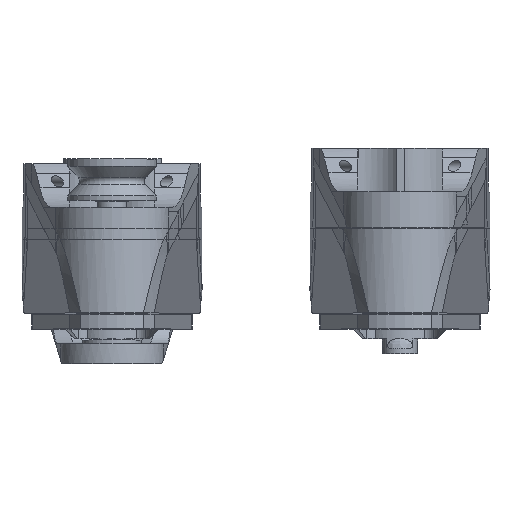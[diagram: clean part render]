
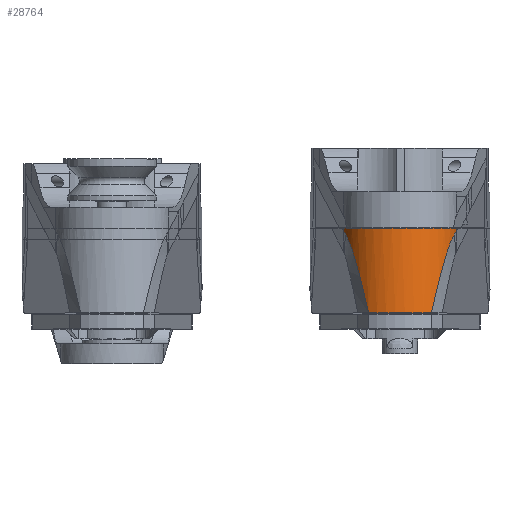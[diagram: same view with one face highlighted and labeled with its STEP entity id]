
A CAD part, top view. The second image highlights one B-rep face of the part: STEP entity #28764.
In plain terms, the highlighted cylindrical face has radius 7.85 mm (diameter 15.7 mm), a partial arc.
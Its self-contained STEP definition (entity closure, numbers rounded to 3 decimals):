
#1010=CYLINDRICAL_SURFACE('',#31946,7.85);
#1493=B_SPLINE_CURVE_WITH_KNOTS('',3,(#50004,#50005,#50006,#50007,#50008,
#50009,#50010),.UNSPECIFIED.,.F.,.F.,(4,1,1,1,4),(0.076,0.156,
0.236,0.397,0.637),.UNSPECIFIED.);
#1494=B_SPLINE_CURVE_WITH_KNOTS('',3,(#50036,#50037,#50038,#50039),
 .UNSPECIFIED.,.F.,.F.,(4,4),(0.473,0.546),
 .UNSPECIFIED.);
#1496=B_SPLINE_CURVE_WITH_KNOTS('',3,(#50048,#50049,#50050,#50051),
 .UNSPECIFIED.,.F.,.F.,(4,4),(-1.289,-1.216),
 .UNSPECIFIED.);
#1497=B_SPLINE_CURVE_WITH_KNOTS('',3,(#50052,#50053,#50054,#50055,#50056,
#50057,#50058),.UNSPECIFIED.,.F.,.F.,(4,1,1,1,4),(2.505,2.745,
2.905,2.986,3.066),.UNSPECIFIED.);
#2933=LINE('',#50046,#5058);
#2934=LINE('',#50060,#5059);
#5058=VECTOR('',#38974,10.);
#5059=VECTOR('',#38975,10.);
#7285=FACE_OUTER_BOUND('',#9009,.T.);
#9009=EDGE_LOOP('',(#24076,#24077,#24078,#24079,#24080,#24081,#24082,#24083,
#24084));
#10877=CIRCLE('',#31868,7.85);
#10919=CIRCLE('',#31924,7.85);
#10936=CIRCLE('',#31947,7.85);
#13182=VERTEX_POINT('',#49553);
#13183=VERTEX_POINT('',#49555);
#13253=VERTEX_POINT('',#49801);
#13254=VERTEX_POINT('',#49812);
#13291=VERTEX_POINT('',#50002);
#13294=VERTEX_POINT('',#50015);
#13296=VERTEX_POINT('',#50045);
#13297=VERTEX_POINT('',#50047);
#13298=VERTEX_POINT('',#50059);
#16931=EDGE_CURVE('',#13183,#13182,#10877,.T.);
#17017=EDGE_CURVE('',#13253,#13254,#10919,.T.);
#17063=EDGE_CURVE('',#13291,#13253,#1493,.T.);
#17068=EDGE_CURVE('',#13294,#13291,#1494,.T.);
#17070=EDGE_CURVE('',#13296,#13182,#2933,.T.);
#17071=EDGE_CURVE('',#13297,#13296,#1496,.T.);
#17072=EDGE_CURVE('',#13254,#13297,#1497,.T.);
#17073=EDGE_CURVE('',#13294,#13298,#2934,.T.);
#17074=EDGE_CURVE('',#13298,#13183,#10936,.T.);
#24076=ORIENTED_EDGE('',*,*,#16931,.T.);
#24077=ORIENTED_EDGE('',*,*,#17070,.F.);
#24078=ORIENTED_EDGE('',*,*,#17071,.F.);
#24079=ORIENTED_EDGE('',*,*,#17072,.F.);
#24080=ORIENTED_EDGE('',*,*,#17017,.F.);
#24081=ORIENTED_EDGE('',*,*,#17063,.F.);
#24082=ORIENTED_EDGE('',*,*,#17068,.F.);
#24083=ORIENTED_EDGE('',*,*,#17073,.T.);
#24084=ORIENTED_EDGE('',*,*,#17074,.T.);
#28764=ADVANCED_FACE('',(#7285),#1010,.T.);
#31868=AXIS2_PLACEMENT_3D('',#49556,#38762,#38763);
#31924=AXIS2_PLACEMENT_3D('',#49813,#38905,#38906);
#31946=AXIS2_PLACEMENT_3D('',#50044,#38972,#38973);
#31947=AXIS2_PLACEMENT_3D('',#50061,#38976,#38977);
#38762=DIRECTION('center_axis',(0.,-1.,0.));
#38763=DIRECTION('ref_axis',(1.,0.,0.));
#38905=DIRECTION('center_axis',(0.,-1.,0.));
#38906=DIRECTION('ref_axis',(1.,0.,0.));
#38972=DIRECTION('center_axis',(0.,1.,0.));
#38973=DIRECTION('ref_axis',(1.,0.,0.));
#38974=DIRECTION('',(0.,1.,0.));
#38975=DIRECTION('',(0.,1.,0.));
#38976=DIRECTION('center_axis',(0.,1.,0.));
#38977=DIRECTION('ref_axis',(1.,0.,0.));
#49553=CARTESIAN_POINT('',(35.067,5.67,26.428));
#49555=CARTESIAN_POINT('',(50.37,5.67,25.985));
#49556=CARTESIAN_POINT('Origin',(42.668,5.67,24.466));
#49801=CARTESIAN_POINT('',(46.917,-5.78,31.067));
#49812=CARTESIAN_POINT('',(38.419,-5.78,31.067));
#49813=CARTESIAN_POINT('Origin',(42.668,-5.78,24.466));
#50002=CARTESIAN_POINT('',(50.078,4.92,27.056));
#50004=CARTESIAN_POINT('Ctrl Pts',(50.078,4.92,27.056));
#50005=CARTESIAN_POINT('Ctrl Pts',(49.947,4.727,27.431));
#50006=CARTESIAN_POINT('Ctrl Pts',(49.673,4.204,28.045));
#50007=CARTESIAN_POINT('Ctrl Pts',(49.136,2.85,28.962));
#50008=CARTESIAN_POINT('Ctrl Pts',(48.286,0.089,
30.031));
#50009=CARTESIAN_POINT('Ctrl Pts',(47.454,-3.341,30.721));
#50010=CARTESIAN_POINT('Ctrl Pts',(46.917,-5.78,31.067));
#50015=CARTESIAN_POINT('',(50.269,5.239,26.428));
#50036=CARTESIAN_POINT('Ctrl Pts',(50.269,5.239,26.428));
#50037=CARTESIAN_POINT('Ctrl Pts',(50.214,5.133,26.64));
#50038=CARTESIAN_POINT('Ctrl Pts',(50.151,5.026,26.849));
#50039=CARTESIAN_POINT('Ctrl Pts',(50.078,4.92,27.056));
#50044=CARTESIAN_POINT('Origin',(42.668,-5.78,24.466));
#50045=CARTESIAN_POINT('',(35.067,5.239,26.428));
#50046=CARTESIAN_POINT('',(35.067,-5.78,26.428));
#50047=CARTESIAN_POINT('',(35.258,4.92,27.056));
#50048=CARTESIAN_POINT('Ctrl Pts',(35.258,4.92,27.056));
#50049=CARTESIAN_POINT('Ctrl Pts',(35.185,5.027,26.849));
#50050=CARTESIAN_POINT('Ctrl Pts',(35.122,5.133,26.64));
#50051=CARTESIAN_POINT('Ctrl Pts',(35.067,5.239,26.428));
#50052=CARTESIAN_POINT('Ctrl Pts',(38.419,-5.78,31.067));
#50053=CARTESIAN_POINT('Ctrl Pts',(37.881,-3.341,30.721));
#50054=CARTESIAN_POINT('Ctrl Pts',(37.05,0.09,
30.031));
#50055=CARTESIAN_POINT('Ctrl Pts',(36.2,2.85,28.962));
#50056=CARTESIAN_POINT('Ctrl Pts',(35.663,4.204,28.045));
#50057=CARTESIAN_POINT('Ctrl Pts',(35.388,4.727,27.431));
#50058=CARTESIAN_POINT('Ctrl Pts',(35.258,4.92,27.056));
#50059=CARTESIAN_POINT('',(50.269,5.67,26.428));
#50060=CARTESIAN_POINT('',(50.269,-5.78,26.428));
#50061=CARTESIAN_POINT('Origin',(42.668,5.67,24.466));
